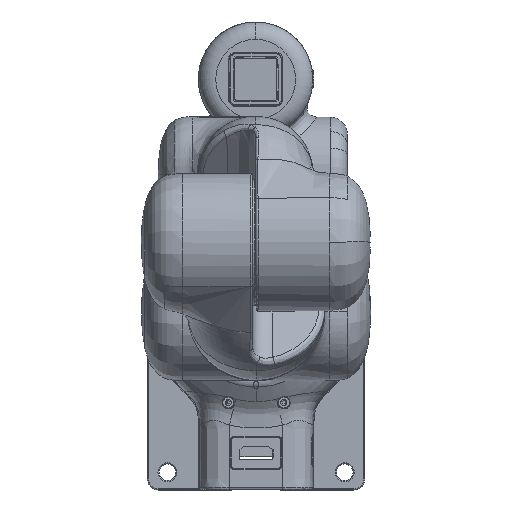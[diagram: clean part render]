
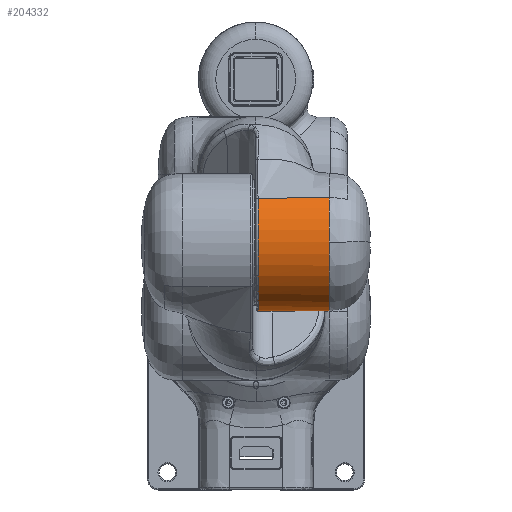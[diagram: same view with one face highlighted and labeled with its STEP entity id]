
A CAD part, top view. The second image highlights one B-rep face of the part: STEP entity #204332.
In plain terms, the highlighted cylindrical face has radius 31 mm (diameter 62 mm), a partial arc.
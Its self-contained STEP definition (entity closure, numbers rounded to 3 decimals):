
#202902=CARTESIAN_POINT('',(33.067,31.,396.283));
#202903=DIRECTION('',(-1.,0.,0.));
#202904=DIRECTION('',(0.,0.,1.));
#202905=AXIS2_PLACEMENT_3D('',#202902,#202903,#202904);
#202914=CARTESIAN_POINT('',(33.067,43.651,
367.982));
#202919=CARTESIAN_POINT('',(33.067,31.,396.283));
#202920=DIRECTION('',(-1.,0.,0.));
#202921=DIRECTION('',(0.,0.408,-0.913));
#202922=AXIS2_PLACEMENT_3D('',#202919,#202920,#202921);
#202941=CARTESIAN_POINT('',(33.067,31.,396.283));
#202942=DIRECTION('',(-1.,0.,0.));
#202943=DIRECTION('',(0.,0.,-1.));
#202944=AXIS2_PLACEMENT_3D('',#202941,#202942,#202943);
#202949=CARTESIAN_POINT('',(33.067,31.,427.283));
#202963=DIRECTION('',(-1.,0.,0.));
#202964=VECTOR('',#202963,2.);
#202965=CARTESIAN_POINT('',(3.,0.016,
397.283));
#202966=LINE('',#202965,#202964);
#202970=CARTESIAN_POINT('',(33.067,43.651,
367.982));
#202971=CARTESIAN_POINT('',(32.802,43.199,
367.78));
#202972=CARTESIAN_POINT('',(32.02,41.96,
367.262));
#202973=CARTESIAN_POINT('',(30.523,40.009,
366.592));
#202974=CARTESIAN_POINT('',(28.489,37.903,
366.038));
#202975=CARTESIAN_POINT('',(25.212,35.165,
365.511));
#202976=CARTESIAN_POINT('',(21.163,32.798,
365.309));
#202977=CARTESIAN_POINT('',(17.745,31.439,
365.283));
#202978=CARTESIAN_POINT('',(16.457,31.,
365.283));
#202983=CARTESIAN_POINT('',(16.457,31.,
365.283));
#202984=CARTESIAN_POINT('',(14.936,30.48,
365.283));
#202985=CARTESIAN_POINT('',(11.764,29.598,
365.309));
#202986=CARTESIAN_POINT('',(6.58,28.731,
365.365));
#202987=CARTESIAN_POINT('',(2.9,28.499,
365.384));
#202988=CARTESIAN_POINT('',(1.,28.467,
365.387));
#202993=DIRECTION('',(1.,0.,0.));
#202994=VECTOR('',#202993,2.);
#202995=CARTESIAN_POINT('',(1.,0.016,
395.283));
#202996=LINE('',#202995,#202994);
#203031=CARTESIAN_POINT('',(3.,0.016,
397.283));
#203032=CARTESIAN_POINT('',(3.116,0.016,
397.283));
#203033=CARTESIAN_POINT('',(3.349,0.015,
397.242));
#203034=CARTESIAN_POINT('',(3.656,0.01,
397.065));
#203035=CARTESIAN_POINT('',(3.884,0.004,
396.793));
#203036=CARTESIAN_POINT('',(4.005,0.,
396.46));
#203037=CARTESIAN_POINT('',(4.005,0.,
396.106));
#203038=CARTESIAN_POINT('',(3.884,0.004,
395.773));
#203039=CARTESIAN_POINT('',(3.656,0.01,
395.501));
#203040=CARTESIAN_POINT('',(3.349,0.015,
395.324));
#203041=CARTESIAN_POINT('',(3.116,0.016,
395.283));
#203042=CARTESIAN_POINT('',(3.,0.016,
395.283));
#203057=CARTESIAN_POINT('',(1.,31.,396.283));
#203058=DIRECTION('',(1.,0.,0.));
#203059=DIRECTION('',(0.,-0.999,-0.032));
#203060=AXIS2_PLACEMENT_3D('',#203057,#203058,#203059);
#203073=CARTESIAN_POINT('',(1.,31.,396.283));
#203074=DIRECTION('',(1.,0.,0.));
#203075=DIRECTION('',(0.,0.643,0.766));
#203076=AXIS2_PLACEMENT_3D('',#203073,#203074,#203075);
#203081=CARTESIAN_POINT('',(1.,31.,396.283));
#203082=DIRECTION('',(1.,0.,0.));
#203083=DIRECTION('',(0.,0.,1.));
#203084=AXIS2_PLACEMENT_3D('',#203081,#203082,#203083);
#203571=DIRECTION('',(-1.,0.,0.));
#203572=VECTOR('',#203571,32.067);
#203573=CARTESIAN_POINT('',(33.067,50.926,
420.031));
#203574=LINE('',#203573,#203572);
#204121=VERTEX_POINT('',#202949);
#204123=CARTESIAN_POINT('',(33.067,50.926,420.031));
#204124=VERTEX_POINT('',#204123);
#204128=VERTEX_POINT('',#202914);
#204129=CARTESIAN_POINT('',(33.067,31.,365.283));
#204130=VERTEX_POINT('',#204129);
#204131=VERTEX_POINT('',#203031);
#204132=VERTEX_POINT('',#203042);
#204133=CARTESIAN_POINT('',(1.,0.016,
397.283));
#204134=VERTEX_POINT('',#204133);
#204135=CARTESIAN_POINT('',(1.,50.926,420.031));
#204136=CARTESIAN_POINT('',(1.,31.,427.283));
#204137=VERTEX_POINT('',#204135);
#204138=VERTEX_POINT('',#204136);
#204139=VERTEX_POINT('',#202978);
#204140=VERTEX_POINT('',#202988);
#204141=CARTESIAN_POINT('',(1.,0.016,395.283));
#204142=VERTEX_POINT('',#204141);
#204304=CARTESIAN_POINT('',(0.,31.,396.283));
#204305=DIRECTION('',(1.,0.,0.));
#204306=DIRECTION('',(0.,0.,-1.));
#204307=AXIS2_PLACEMENT_3D('',#204304,#204305,#204306);
#204308=CYLINDRICAL_SURFACE('',#204307,31.);
#204310=ORIENTED_EDGE('',*,*,#204309,.F.);
#204312=ORIENTED_EDGE('',*,*,#204311,.T.);
#204314=ORIENTED_EDGE('',*,*,#204313,.F.);
#204316=ORIENTED_EDGE('',*,*,#204315,.F.);
#204318=ORIENTED_EDGE('',*,*,#204317,.F.);
#204319=ORIENTED_EDGE('',*,*,#204249,.F.);
#204320=ORIENTED_EDGE('',*,*,#204291,.F.);
#204321=ORIENTED_EDGE('',*,*,#204257,.F.);
#204323=ORIENTED_EDGE('',*,*,#204322,.T.);
#204325=ORIENTED_EDGE('',*,*,#204324,.T.);
#204327=ORIENTED_EDGE('',*,*,#204326,.F.);
#204329=ORIENTED_EDGE('',*,*,#204328,.T.);
#204330=EDGE_LOOP('',(#204310,#204312,#204314,#204316,#204318,#204319,#204320,
#204321,#204323,#204325,#204327,#204329));
#204331=FACE_OUTER_BOUND('',#204330,.F.);
#204332=ADVANCED_FACE('',(#204331),#204308,.T.);
#202906=CIRCLE('',#202905,31.);
#202923=CIRCLE('',#202922,31.);
#202945=CIRCLE('',#202944,31.);
#202979=B_SPLINE_CURVE_WITH_KNOTS('',3,(#202970,#202971,#202972,#202973,#202974,
#202975,#202976,#202977,#202978),.UNSPECIFIED.,.F.,.F.,(4,1,1,1,1,1,4),(0.,
0.078,0.215,0.353,0.49,
0.811,1.),.UNSPECIFIED.);
#202989=B_SPLINE_CURVE_WITH_KNOTS('',3,(#202983,#202984,#202985,#202986,#202987,
#202988),.UNSPECIFIED.,.F.,.F.,(4,1,1,4),(0.,0.333,
0.667,1.),.UNSPECIFIED.);
#203043=B_SPLINE_CURVE_WITH_KNOTS('',3,(#203031,#203032,#203033,#203034,#203035,
#203036,#203037,#203038,#203039,#203040,#203041,#203042),.UNSPECIFIED.,.F.,.F.,(
4,1,1,1,1,1,1,1,1,4),(0.,0.111,0.222,
0.333,0.444,0.556,0.667,
0.778,0.889,1.),.UNSPECIFIED.);
#203061=CIRCLE('',#203060,31.);
#203077=CIRCLE('',#203076,31.);
#203085=CIRCLE('',#203084,31.);
#204249=EDGE_CURVE('',#204121,#204124,#202906,.T.);
#204257=EDGE_CURVE('',#204128,#204130,#202923,.T.);
#204291=EDGE_CURVE('',#204130,#204121,#202945,.T.);
#204309=EDGE_CURVE('',#204131,#204132,#203043,.T.);
#204311=EDGE_CURVE('',#204131,#204134,#202966,.T.);
#204313=EDGE_CURVE('',#204138,#204134,#203085,.T.);
#204315=EDGE_CURVE('',#204137,#204138,#203077,.T.);
#204317=EDGE_CURVE('',#204124,#204137,#203574,.T.);
#204322=EDGE_CURVE('',#204128,#204139,#202979,.T.);
#204324=EDGE_CURVE('',#204139,#204140,#202989,.T.);
#204326=EDGE_CURVE('',#204142,#204140,#203061,.T.);
#204328=EDGE_CURVE('',#204142,#204132,#202996,.T.);
